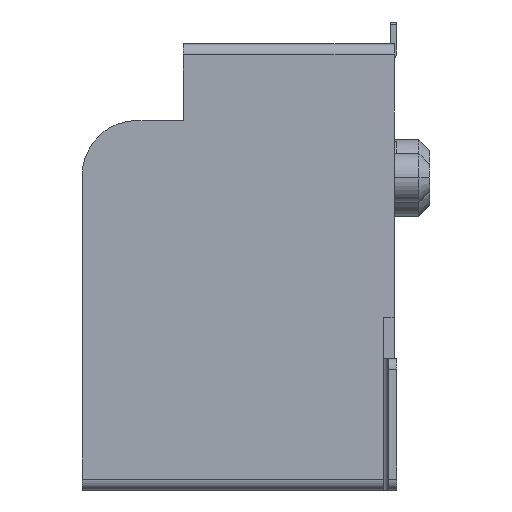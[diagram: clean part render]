
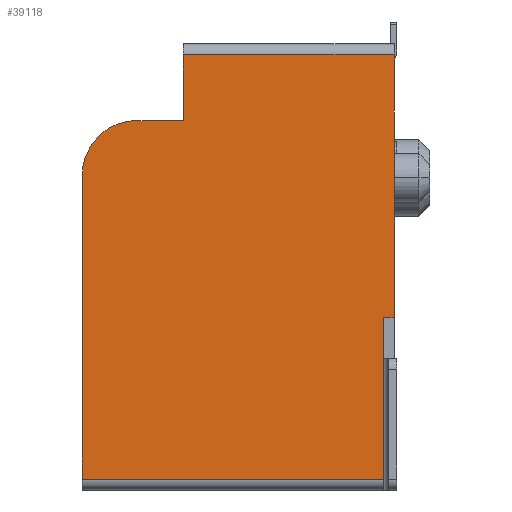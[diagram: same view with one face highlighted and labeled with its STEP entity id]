
A CAD part, left-side view. The second image highlights one B-rep face of the part: STEP entity #39118.
In plain terms, the highlighted planar face has unit normal (-1, 0, 0).
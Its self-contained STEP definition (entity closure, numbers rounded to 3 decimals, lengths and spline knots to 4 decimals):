
#95=DIRECTION('',(0.,0.,1.));
#96=VECTOR('',#95,2.95);
#97=CARTESIAN_POINT('',(-11.,0.25,-3.75));
#98=LINE('',#97,#96);
#804=DIRECTION('',(0.,0.,-1.));
#805=VECTOR('',#804,5.55);
#806=CARTESIAN_POINT('',(-11.,5.75,1.8));
#807=LINE('',#806,#805);
#1505=DIRECTION('',(0.,0.,-1.));
#1506=VECTOR('',#1505,1.2);
#1507=CARTESIAN_POINT('',(-11.,3.9,4.));
#1508=LINE('',#1507,#1506);
#3498=DIRECTION('',(0.,1.,0.));
#3499=VECTOR('',#3498,0.85);
#3500=CARTESIAN_POINT('',(-11.,3.9,2.8));
#3501=LINE('',#3500,#3499);
#3502=CARTESIAN_POINT('',(-11.,4.75,1.8));
#3503=DIRECTION('',(1.,0.,0.));
#3504=DIRECTION('',(0.,1.,0.));
#3505=AXIS2_PLACEMENT_3D('',#3502,#3503,#3504);
#3507=DIRECTION('',(0.,1.,0.));
#3508=VECTOR('',#3507,0.2);
#3509=CARTESIAN_POINT('',(-11.,0.05,-0.8));
#3510=LINE('',#3509,#3508);
#3515=DIRECTION('',(0.,-1.,0.));
#3516=VECTOR('',#3515,5.5);
#3517=CARTESIAN_POINT('',(-11.,5.75,-3.75));
#3518=LINE('',#3517,#3516);
#3541=DIRECTION('',(0.,1.,0.));
#3542=VECTOR('',#3541,3.85);
#3543=CARTESIAN_POINT('',(-11.,0.05,4.));
#3544=LINE('',#3543,#3542);
#3845=DIRECTION('',(0.,0.,1.));
#3846=VECTOR('',#3845,4.8);
#3847=CARTESIAN_POINT('',(-11.,0.05,-0.8));
#3848=LINE('',#3847,#3846);
#26167=CARTESIAN_POINT('',(-11.,3.9,4.));
#26168=VERTEX_POINT('',#26167);
#26169=CARTESIAN_POINT('',(-11.,3.9,2.8));
#26170=VERTEX_POINT('',#26169);
#26973=CARTESIAN_POINT('',(-11.,4.75,2.8));
#26974=VERTEX_POINT('',#26973);
#26975=CARTESIAN_POINT('',(-11.,0.25,-3.75));
#26976=CARTESIAN_POINT('',(-11.,0.25,-0.8));
#26977=VERTEX_POINT('',#26975);
#26978=VERTEX_POINT('',#26976);
#26979=CARTESIAN_POINT('',(-11.,5.75,-3.75));
#26980=VERTEX_POINT('',#26979);
#26981=CARTESIAN_POINT('',(-11.,5.75,1.8));
#26982=VERTEX_POINT('',#26981);
#26983=CARTESIAN_POINT('',(-11.,0.05,4.));
#26984=VERTEX_POINT('',#26983);
#26985=CARTESIAN_POINT('',(-11.,0.05,-0.8));
#26986=VERTEX_POINT('',#26985);
#39097=CARTESIAN_POINT('',(-11.,2.9,0.125));
#39098=DIRECTION('',(1.,0.,0.));
#39099=DIRECTION('',(0.,0.,-1.));
#39100=AXIS2_PLACEMENT_3D('',#39097,#39098,#39099);
#39101=PLANE('',#39100);
#39102=ORIENTED_EDGE('',*,*,#33603,.F.);
#39104=ORIENTED_EDGE('',*,*,#39103,.F.);
#39105=ORIENTED_EDGE('',*,*,#35167,.F.);
#39107=ORIENTED_EDGE('',*,*,#39106,.T.);
#39108=ORIENTED_EDGE('',*,*,#39090,.F.);
#39109=ORIENTED_EDGE('',*,*,#36141,.F.);
#39111=ORIENTED_EDGE('',*,*,#39110,.F.);
#39113=ORIENTED_EDGE('',*,*,#39112,.F.);
#39115=ORIENTED_EDGE('',*,*,#39114,.T.);
#39116=EDGE_LOOP('',(#39102,#39104,#39105,#39107,#39108,#39109,#39111,#39113,
#39115));
#39117=FACE_OUTER_BOUND('',#39116,.F.);
#3506=CIRCLE('',#3505,1.);
#33603=EDGE_CURVE('',#26977,#26978,#98,.T.);
#35167=EDGE_CURVE('',#26982,#26980,#807,.T.);
#36141=EDGE_CURVE('',#26168,#26170,#1508,.T.);
#39090=EDGE_CURVE('',#26170,#26974,#3501,.T.);
#39103=EDGE_CURVE('',#26980,#26977,#3518,.T.);
#39106=EDGE_CURVE('',#26982,#26974,#3506,.T.);
#39110=EDGE_CURVE('',#26984,#26168,#3544,.T.);
#39112=EDGE_CURVE('',#26986,#26984,#3848,.T.);
#39114=EDGE_CURVE('',#26986,#26978,#3510,.T.);
#39118=ADVANCED_FACE('',(#39117),#39101,.F.);
